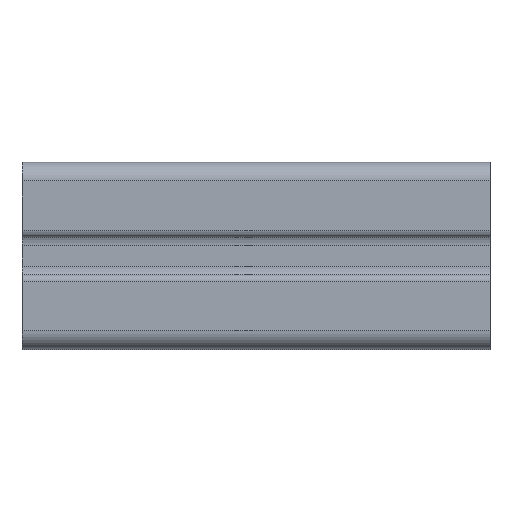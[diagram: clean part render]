
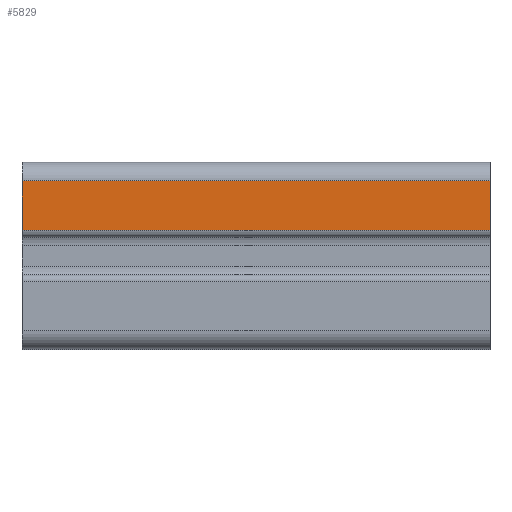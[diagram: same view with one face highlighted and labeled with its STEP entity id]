
A CAD part, top view. The second image highlights one B-rep face of the part: STEP entity #5829.
In plain terms, the highlighted planar face has unit normal (0, 0, 1).
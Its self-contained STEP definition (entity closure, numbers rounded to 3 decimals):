
#256 = DIRECTION ( 'NONE',  ( -1., 0., 0. ) ) ;
#630 = VECTOR ( 'NONE', #5179, 1000. ) ;
#666 = LINE ( 'NONE', #3889, #7224 ) ;
#677 = EDGE_CURVE ( 'NONE', #3633, #7758, #666, .T. ) ;
#725 = LINE ( 'NONE', #5835, #630 ) ;
#857 = AXIS2_PLACEMENT_3D ( 'NONE', #7860, #4070, #256 ) ;
#1081 = VECTOR ( 'NONE', #4948, 1000. ) ;
#1341 = DIRECTION ( 'NONE',  ( 0., -1., 0. ) ) ;
#1699 = CARTESIAN_POINT ( 'NONE',  ( -40.816, 70.898, 20. ) ) ;
#2295 = EDGE_CURVE ( 'NONE', #5949, #5341, #2741, .T. ) ;
#2741 = LINE ( 'NONE', #3060, #1081 ) ;
#2998 = EDGE_CURVE ( 'NONE', #3633, #5949, #6887, .T. ) ;
#3060 = CARTESIAN_POINT ( 'NONE',  ( -40.816, 60.398, 20. ) ) ;
#3302 = ORIENTED_EDGE ( 'NONE', *, *, #2998, .T. ) ;
#3413 = EDGE_CURVE ( 'NONE', #7758, #5341, #725, .T. ) ;
#3523 = CARTESIAN_POINT ( 'NONE',  ( -40.816, 60.398, 20. ) ) ;
#3633 = VERTEX_POINT ( 'NONE', #4840 ) ;
#3889 = CARTESIAN_POINT ( 'NONE',  ( 59.184, 60.398, 20. ) ) ;
#4070 = DIRECTION ( 'NONE',  ( 0., 0., -1. ) ) ;
#4154 = PLANE ( 'NONE',  #857 ) ;
#4328 = ORIENTED_EDGE ( 'NONE', *, *, #2295, .T. ) ;
#4648 = ORIENTED_EDGE ( 'NONE', *, *, #677, .F. ) ;
#4840 = CARTESIAN_POINT ( 'NONE',  ( 59.184, 70.898, 20. ) ) ;
#4948 = DIRECTION ( 'NONE',  ( 0., -1., 0. ) ) ;
#5179 = DIRECTION ( 'NONE',  ( -1., 0., 0. ) ) ;
#5341 = VERTEX_POINT ( 'NONE', #3523 ) ;
#5483 = VECTOR ( 'NONE', #7158, 1000. ) ;
#5595 = EDGE_LOOP ( 'NONE', ( #4328, #8102, #4648, #3302 ) ) ;
#5620 = CARTESIAN_POINT ( 'NONE',  ( 59.184, 60.398, 20. ) ) ;
#5829 = ADVANCED_FACE ( 'NONE', ( #6890 ), #4154, .F. ) ;
#5835 = CARTESIAN_POINT ( 'NONE',  ( 59.184, 60.398, 20. ) ) ;
#5949 = VERTEX_POINT ( 'NONE', #1699 ) ;
#6503 = CARTESIAN_POINT ( 'NONE',  ( 59.184, 70.898, 20. ) ) ;
#6887 = LINE ( 'NONE', #6503, #5483 ) ;
#6890 = FACE_OUTER_BOUND ( 'NONE', #5595, .T. ) ;
#7158 = DIRECTION ( 'NONE',  ( -1., 0., 0. ) ) ;
#7224 = VECTOR ( 'NONE', #1341, 1000. ) ;
#7758 = VERTEX_POINT ( 'NONE', #5620 ) ;
#7860 = CARTESIAN_POINT ( 'NONE',  ( 59.184, 60.398, 20. ) ) ;
#8102 = ORIENTED_EDGE ( 'NONE', *, *, #3413, .F. ) ;
